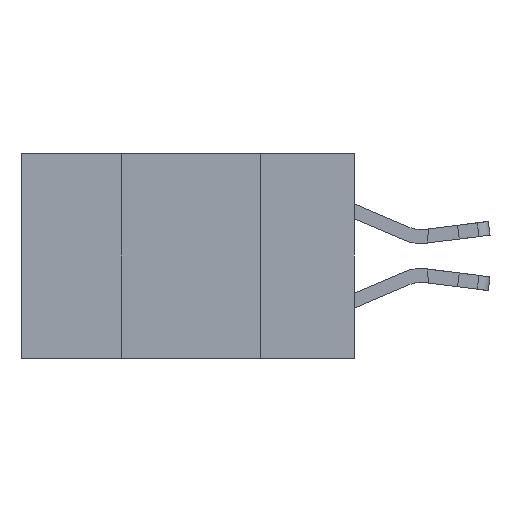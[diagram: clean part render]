
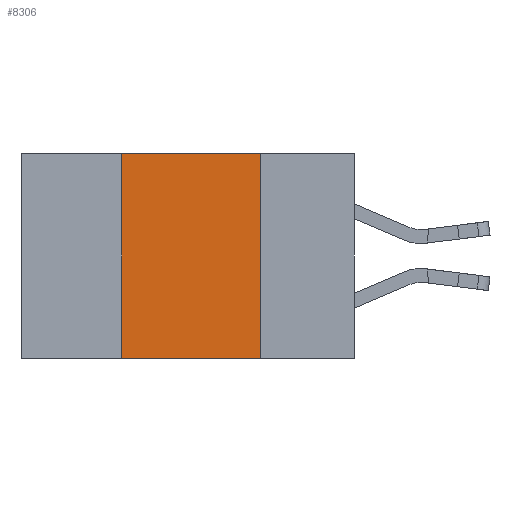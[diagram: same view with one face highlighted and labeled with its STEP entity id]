
A CAD part, left-side view. The second image highlights one B-rep face of the part: STEP entity #8306.
In plain terms, the highlighted planar face has unit normal (-1, 0, 0).
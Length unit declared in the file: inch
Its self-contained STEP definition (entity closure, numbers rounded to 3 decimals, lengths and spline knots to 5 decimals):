
#842 = CARTESIAN_POINT ( 'NONE',  ( 0., 0.17, -0.37 ) ) ;
#1259 = VECTOR ( 'NONE', #14652, 39.37008 ) ;
#2074 = LINE ( 'NONE', #842, #1259 ) ;
#2804 = DIRECTION ( 'NONE',  ( 0., -1., 0. ) ) ;
#4175 = EDGE_CURVE ( 'NONE', #19244, #16271, #2074, .T. ) ;
#4364 = CARTESIAN_POINT ( 'NONE',  ( 0., 0.17, 0. ) ) ;
#4371 = DIRECTION ( 'NONE',  ( 1., 0., 0. ) ) ;
#5525 = EDGE_LOOP ( 'NONE', ( #15566, #9876, #19162, #13539 ) ) ;
#5579 = DIRECTION ( 'NONE',  ( 0., -1., 0. ) ) ;
#5937 = VECTOR ( 'NONE', #2804, 39.37008 ) ;
#6882 = EDGE_CURVE ( 'NONE', #18253, #16271, #9859, .T. ) ;
#7428 = EDGE_CURVE ( 'NONE', #18253, #8206, #19884, .T. ) ;
#8206 = VERTEX_POINT ( 'NONE', #11626 ) ;
#8228 = CARTESIAN_POINT ( 'NONE',  ( 0., 0.6, 0. ) ) ;
#8306 = ADVANCED_FACE ( 'NONE', ( #15282 ), #14805, .F. ) ;
#8770 = VECTOR ( 'NONE', #5579, 39.37008 ) ;
#9859 = LINE ( 'NONE', #15492, #8770 ) ;
#9876 = ORIENTED_EDGE ( 'NONE', *, *, #11493, .F. ) ;
#10460 = DIRECTION ( 'NONE',  ( 0., 0., -1. ) ) ;
#10781 = VECTOR ( 'NONE', #11874, 39.37008 ) ;
#11493 = EDGE_CURVE ( 'NONE', #8206, #19244, #16890, .T. ) ;
#11626 = CARTESIAN_POINT ( 'NONE',  ( 0., 0.42, 0. ) ) ;
#11874 = DIRECTION ( 'NONE',  ( 0., 0., 1. ) ) ;
#12581 = AXIS2_PLACEMENT_3D ( 'NONE', #13950, #4371, #10460 ) ;
#13539 = ORIENTED_EDGE ( 'NONE', *, *, #6882, .T. ) ;
#13651 = CARTESIAN_POINT ( 'NONE',  ( 0., 0.17, -0.37 ) ) ;
#13950 = CARTESIAN_POINT ( 'NONE',  ( 0., 0.6, 0. ) ) ;
#14102 = CARTESIAN_POINT ( 'NONE',  ( 0., 0.42, -0.37 ) ) ;
#14652 = DIRECTION ( 'NONE',  ( 0., 0., -1. ) ) ;
#14805 = PLANE ( 'NONE',  #12581 ) ;
#15282 = FACE_OUTER_BOUND ( 'NONE', #5525, .T. ) ;
#15492 = CARTESIAN_POINT ( 'NONE',  ( 0., 0.6, -0.37 ) ) ;
#15566 = ORIENTED_EDGE ( 'NONE', *, *, #4175, .F. ) ;
#16271 = VERTEX_POINT ( 'NONE', #13651 ) ;
#16890 = LINE ( 'NONE', #8228, #5937 ) ;
#18120 = CARTESIAN_POINT ( 'NONE',  ( 0., 0.42, -0.37 ) ) ;
#18253 = VERTEX_POINT ( 'NONE', #14102 ) ;
#19162 = ORIENTED_EDGE ( 'NONE', *, *, #7428, .F. ) ;
#19244 = VERTEX_POINT ( 'NONE', #4364 ) ;
#19884 = LINE ( 'NONE', #18120, #10781 ) ;
